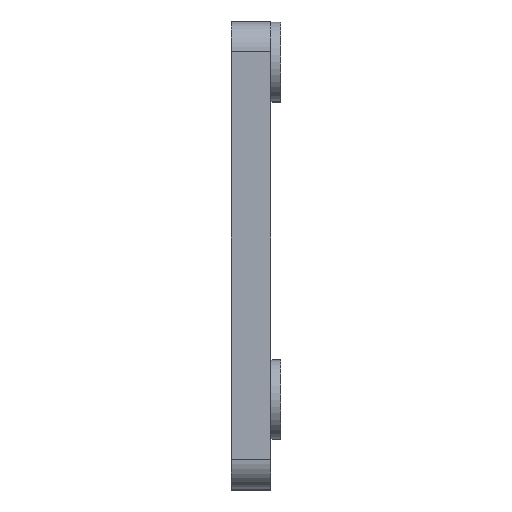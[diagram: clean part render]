
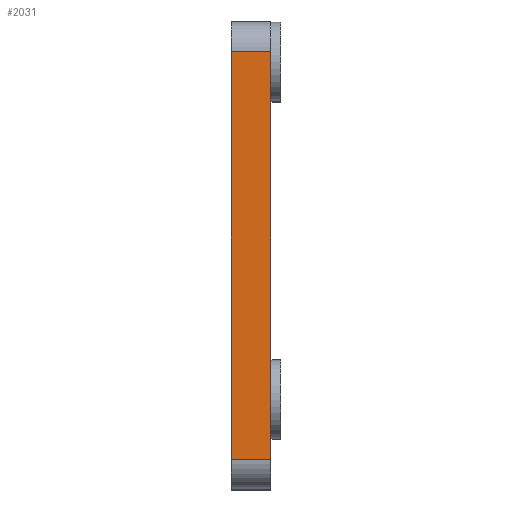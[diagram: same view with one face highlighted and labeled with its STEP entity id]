
A CAD part, top view. The second image highlights one B-rep face of the part: STEP entity #2031.
In plain terms, the highlighted planar face has unit normal (0, 0, 1).
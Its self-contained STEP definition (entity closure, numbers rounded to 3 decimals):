
#200=PLANE('',#2201);
#307=FACE_OUTER_BOUND('',#446,.T.);
#446=EDGE_LOOP('',(#1866,#1867,#1868,#1869));
#460=LINE('',#2699,#597);
#480=LINE('',#2795,#617);
#503=LINE('',#3030,#640);
#584=LINE('',#4644,#721);
#597=VECTOR('',#2249,10.);
#617=VECTOR('',#2337,10.);
#640=VECTOR('',#2412,10.);
#721=VECTOR('',#2645,10.);
#807=VERTEX_POINT('',#2696);
#808=VERTEX_POINT('',#2698);
#849=VERTEX_POINT('',#2792);
#850=VERTEX_POINT('',#2794);
#1008=EDGE_CURVE('',#807,#808,#460,.T.);
#1054=EDGE_CURVE('',#849,#850,#480,.T.);
#1096=EDGE_CURVE('',#850,#807,#503,.T.);
#1283=EDGE_CURVE('',#808,#849,#584,.T.);
#1866=ORIENTED_EDGE('',*,*,#1096,.F.);
#1867=ORIENTED_EDGE('',*,*,#1054,.F.);
#1868=ORIENTED_EDGE('',*,*,#1283,.F.);
#1869=ORIENTED_EDGE('',*,*,#1008,.F.);
#2031=ADVANCED_FACE('',(#307),#200,.T.);
#2201=AXIS2_PLACEMENT_3D('',#4645,#2646,#2647);
#2249=DIRECTION('',(0.,-1.,0.));
#2337=DIRECTION('',(0.,1.,0.));
#2412=DIRECTION('',(1.,0.,0.));
#2645=DIRECTION('',(-1.,0.,0.));
#2646=DIRECTION('center_axis',(0.,0.,1.));
#2647=DIRECTION('ref_axis',(0.,1.,0.));
#2696=CARTESIAN_POINT('',(23.915,32.991,154.16));
#2698=CARTESIAN_POINT('',(23.915,-8.009,154.16));
#2699=CARTESIAN_POINT('',(23.915,30.991,154.16));
#2792=CARTESIAN_POINT('',(19.915,-8.009,154.16));
#2794=CARTESIAN_POINT('',(19.915,32.991,154.16));
#2795=CARTESIAN_POINT('',(19.915,30.991,154.16));
#3030=CARTESIAN_POINT('',(21.915,32.991,154.16));
#4644=CARTESIAN_POINT('',(23.915,-8.009,154.16));
#4645=CARTESIAN_POINT('Origin',(23.915,-11.009,154.16));
